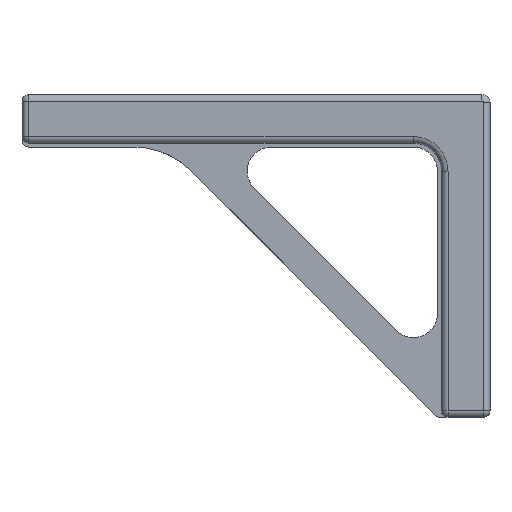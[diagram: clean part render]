
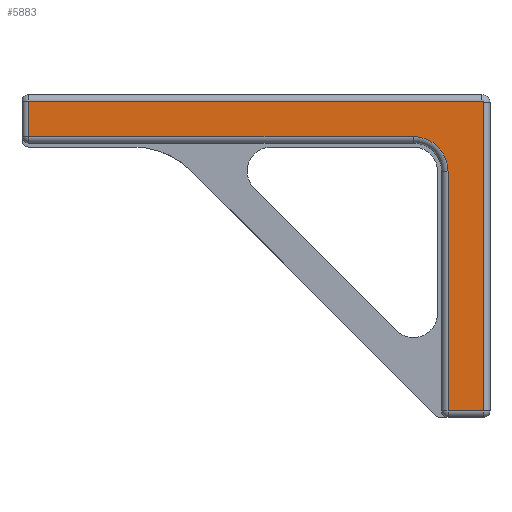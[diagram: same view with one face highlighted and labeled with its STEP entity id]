
A CAD part, left-side view. The second image highlights one B-rep face of the part: STEP entity #5883.
In plain terms, the highlighted planar face has unit normal (-1, 0, 0).
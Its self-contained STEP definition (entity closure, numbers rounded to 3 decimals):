
#319 = VECTOR ( 'NONE', #11940, 1000. ) ;
#416 = DIRECTION ( 'NONE',  ( 0., 0., -1. ) ) ;
#528 = CARTESIAN_POINT ( 'NONE',  ( -20., 9.5, 10.5 ) ) ;
#565 = AXIS2_PLACEMENT_3D ( 'NONE', #528, #6200, #5143 ) ;
#797 = DIRECTION ( 'NONE',  ( 1., 0., 0. ) ) ;
#1120 = VERTEX_POINT ( 'NONE', #6617 ) ;
#1155 = ORIENTED_EDGE ( 'NONE', *, *, #11513, .T. ) ;
#1192 = VECTOR ( 'NONE', #416, 1000. ) ;
#1246 = VERTEX_POINT ( 'NONE', #5824 ) ;
#1283 = CARTESIAN_POINT ( 'NONE',  ( -20., 5.2, 10.5 ) ) ;
#1526 = DIRECTION ( 'NONE',  ( -1., 0., 0. ) ) ;
#1600 = ORIENTED_EDGE ( 'NONE', *, *, #2222, .T. ) ;
#1651 = LINE ( 'NONE', #8881, #7331 ) ;
#1699 = CARTESIAN_POINT ( 'NONE',  ( -20., 6., 14.8 ) ) ;
#1820 = DIRECTION ( 'NONE',  ( 0., 1., 0. ) ) ;
#2222 = EDGE_CURVE ( 'NONE', #7713, #1120, #12252, .T. ) ;
#2371 = LINE ( 'NONE', #3294, #5367 ) ;
#2510 = LINE ( 'NONE', #9464, #4001 ) ;
#2530 = CARTESIAN_POINT ( 'NONE',  ( -20., 57.2, 14.8 ) ) ;
#2904 = EDGE_LOOP ( 'NONE', ( #1155, #4094, #12053, #7486, #4937, #5907, #5103, #1600 ) ) ;
#3294 = CARTESIAN_POINT ( 'NONE',  ( -20., 6., -19.2 ) ) ;
#3334 = CARTESIAN_POINT ( 'NONE',  ( -20., 0.8, -19.2 ) ) ;
#3654 = CARTESIAN_POINT ( 'NONE',  ( -20., 6., -20. ) ) ;
#3679 = AXIS2_PLACEMENT_3D ( 'NONE', #3654, #797, #7474 ) ;
#4001 = VECTOR ( 'NONE', #1820, 1000. ) ;
#4064 = EDGE_CURVE ( 'NONE', #10315, #11387, #6748, .T. ) ;
#4094 = ORIENTED_EDGE ( 'NONE', *, *, #6418, .T. ) ;
#4551 = EDGE_CURVE ( 'NONE', #1246, #8194, #1651, .T. ) ;
#4863 = EDGE_CURVE ( '����24', #8194, #10315, #10750, .T. ) ;
#4937 = ORIENTED_EDGE ( 'NONE', *, *, #4064, .T. ) ;
#5019 = CARTESIAN_POINT ( 'NONE',  ( -20., 9.5, 14.8 ) ) ;
#5103 = ORIENTED_EDGE ( 'NONE', *, *, #5241, .T. ) ;
#5143 = DIRECTION ( 'NONE',  ( 0., 0., -1. ) ) ;
#5241 = EDGE_CURVE ( 'NONE', #11588, #7713, #2371, .T. ) ;
#5366 = DIRECTION ( 'NONE',  ( 0., 0., -1. ) ) ;
#5367 = VECTOR ( 'NONE', #9983, 1000. ) ;
#5478 = CARTESIAN_POINT ( 'NONE',  ( -20., 1., 19.2 ) ) ;
#5806 = LINE ( 'NONE', #9050, #1192 ) ;
#5824 = CARTESIAN_POINT ( 'NONE',  ( -20., 57.2, 19.2 ) ) ;
#5883 = ADVANCED_FACE ( '��1', ( #10438 ), #12206, .F. ) ;
#5907 = ORIENTED_EDGE ( 'NONE', *, *, #8134, .T. ) ;
#5979 = VECTOR ( 'NONE', #10215, 1000. ) ;
#6200 = DIRECTION ( 'NONE',  ( 1., 0., 0. ) ) ;
#6418 = EDGE_CURVE ( '����10', #9264, #1246, #2510, .T. ) ;
#6617 = CARTESIAN_POINT ( 'NONE',  ( -20., 0.8, 19. ) ) ;
#6748 = CIRCLE ( 'NONE', #565, 4.3 ) ;
#7331 = VECTOR ( 'NONE', #10795, 1000. ) ;
#7474 = DIRECTION ( 'NONE',  ( 0., 0., -1. ) ) ;
#7486 = ORIENTED_EDGE ( 'NONE', *, *, #4863, .T. ) ;
#7713 = VERTEX_POINT ( 'NONE', #3334 ) ;
#8134 = EDGE_CURVE ( 'NONE', #11387, #11588, #5806, .T. ) ;
#8194 = VERTEX_POINT ( 'NONE', #2530 ) ;
#8881 = CARTESIAN_POINT ( 'NONE',  ( -20., 57.2, 14. ) ) ;
#9050 = CARTESIAN_POINT ( 'NONE',  ( -20., 5.2, -19.2 ) ) ;
#9264 = VERTEX_POINT ( 'NONE', #5478 ) ;
#9464 = CARTESIAN_POINT ( 'NONE',  ( -20., 6., 19.2 ) ) ;
#9983 = DIRECTION ( 'NONE',  ( 0., -1., 0. ) ) ;
#10215 = DIRECTION ( 'NONE',  ( 0., -1., 0. ) ) ;
#10315 = VERTEX_POINT ( 'NONE', #5019 ) ;
#10438 = FACE_OUTER_BOUND ( 'NONE', #2904, .T. ) ;
#10750 = LINE ( 'NONE', #1699, #5979 ) ;
#10795 = DIRECTION ( 'NONE',  ( 0., 0., -1. ) ) ;
#10947 = CARTESIAN_POINT ( 'NONE',  ( -20., 0.8, -20. ) ) ;
#11082 = CARTESIAN_POINT ( 'NONE',  ( -20., 1., 19. ) ) ;
#11387 = VERTEX_POINT ( 'NONE', #1283 ) ;
#11449 = CIRCLE ( 'NONE', #11476, 0.2 ) ;
#11476 = AXIS2_PLACEMENT_3D ( 'NONE', #11082, #1526, #5366 ) ;
#11513 = EDGE_CURVE ( 'NONE', #1120, #9264, #11449, .T. ) ;
#11548 = CARTESIAN_POINT ( 'NONE',  ( -20., 5.2, -19.2 ) ) ;
#11588 = VERTEX_POINT ( 'NONE', #11548 ) ;
#11940 = DIRECTION ( 'NONE',  ( 0., 0., 1. ) ) ;
#12053 = ORIENTED_EDGE ( 'NONE', *, *, #4551, .T. ) ;
#12206 = PLANE ( 'NONE',  #3679 ) ;
#12252 = LINE ( 'NONE', #10947, #319 ) ;
